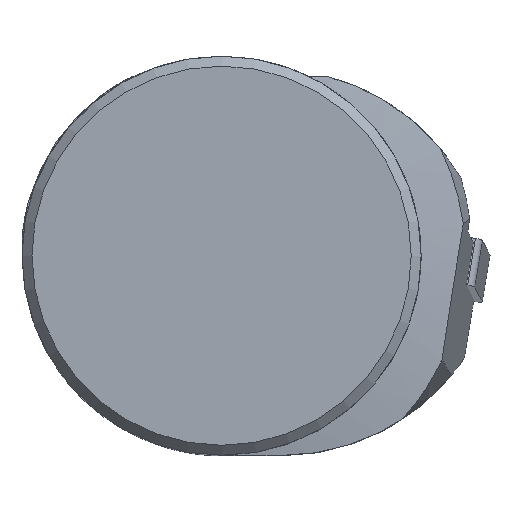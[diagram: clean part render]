
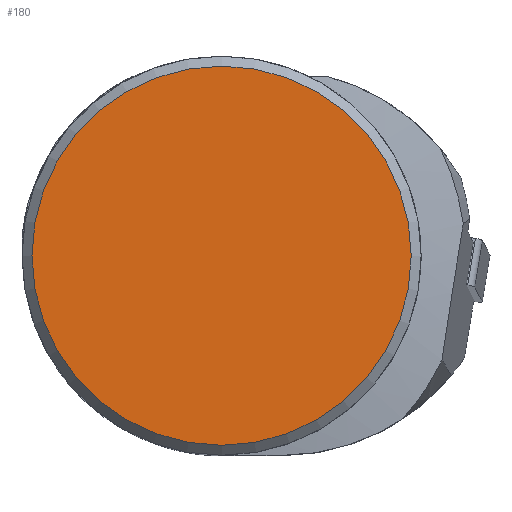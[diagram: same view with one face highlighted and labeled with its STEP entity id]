
A CAD part, top view. The second image highlights one B-rep face of the part: STEP entity #180.
In plain terms, the highlighted planar face has unit normal (0, 0, 1).
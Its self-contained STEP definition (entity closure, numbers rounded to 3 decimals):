
#180=ADVANCED_FACE('',(#245),#213,.F.);
#213=PLANE('',#924);
#245=FACE_OUTER_BOUND('',#285,.T.);
#285=EDGE_LOOP('',(#469));
#327=CIRCLE('',#923,19.);
#469=ORIENTED_EDGE('',*,*,#730,.F.);
#632=VERTEX_POINT('',#1391);
#730=EDGE_CURVE('',#632,#632,#327,.T.);
#923=AXIS2_PLACEMENT_3D('',#1390,#1084,#1085);
#924=AXIS2_PLACEMENT_3D('',#1392,#1086,#1087);
#1084=DIRECTION('',(0.,0.,-1.));
#1085=DIRECTION('',(0.,-1.,0.));
#1086=DIRECTION('',(0.,0.,-1.));
#1087=DIRECTION('',(1.,0.,0.));
#1390=CARTESIAN_POINT('',(0.,0.,0.));
#1391=CARTESIAN_POINT('',(0.,-19.,0.));
#1392=CARTESIAN_POINT('',(20.,0.,0.));
